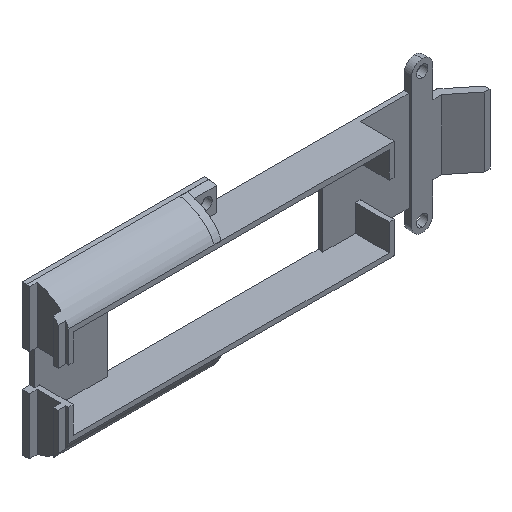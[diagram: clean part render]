
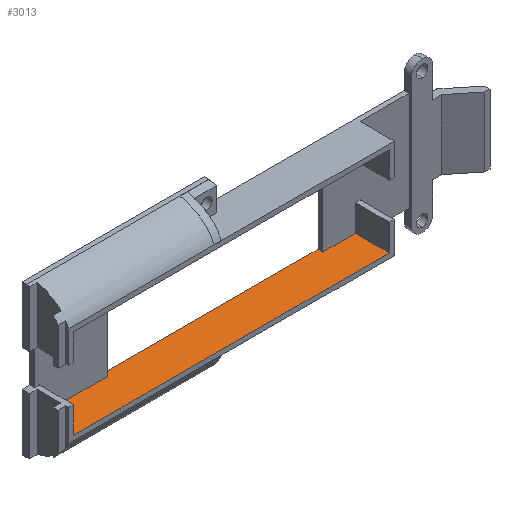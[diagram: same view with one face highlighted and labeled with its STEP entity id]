
A CAD part, isometric view. The second image highlights one B-rep face of the part: STEP entity #3013.
In plain terms, the highlighted planar face has unit normal (0, 0, 1).
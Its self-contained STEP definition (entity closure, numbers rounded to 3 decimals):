
#86 = VERTEX_POINT ( 'NONE', #564 ) ;
#146 = DIRECTION ( 'NONE',  ( 0., 1., 0. ) ) ;
#162 = CARTESIAN_POINT ( 'NONE',  ( -78.5, -8., -9.25 ) ) ;
#209 = ORIENTED_EDGE ( 'NONE', *, *, #2530, .T. ) ;
#299 = VECTOR ( 'NONE', #774, 1000. ) ;
#389 = VECTOR ( 'NONE', #2894, 1000. ) ;
#419 = EDGE_CURVE ( 'NONE', #1023, #86, #2777, .T. ) ;
#462 = VERTEX_POINT ( 'NONE', #2854 ) ;
#470 = VECTOR ( 'NONE', #2679, 1000. ) ;
#493 = CARTESIAN_POINT ( 'NONE',  ( -20., 0., -9.25 ) ) ;
#500 = CARTESIAN_POINT ( 'NONE',  ( -20., -1., -9.25 ) ) ;
#503 = LINE ( 'NONE', #539, #1020 ) ;
#539 = CARTESIAN_POINT ( 'NONE',  ( -78.5, -8., -9.25 ) ) ;
#564 = CARTESIAN_POINT ( 'NONE',  ( -78.5, -1., -9.25 ) ) ;
#569 = ORIENTED_EDGE ( 'NONE', *, *, #419, .T. ) ;
#615 = CARTESIAN_POINT ( 'NONE',  ( -13.3, -1., -9.25 ) ) ;
#639 = ORIENTED_EDGE ( 'NONE', *, *, #2366, .F. ) ;
#641 = EDGE_CURVE ( 'NONE', #462, #1023, #1930, .T. ) ;
#723 = VERTEX_POINT ( 'NONE', #493 ) ;
#768 = LINE ( 'NONE', #3319, #1975 ) ;
#774 = DIRECTION ( 'NONE',  ( -1., 0., 0. ) ) ;
#909 = ORIENTED_EDGE ( 'NONE', *, *, #2419, .F. ) ;
#948 = DIRECTION ( 'NONE',  ( 0., 0., -1. ) ) ;
#1020 = VECTOR ( 'NONE', #3088, 1000. ) ;
#1023 = VERTEX_POINT ( 'NONE', #1321 ) ;
#1184 = FACE_OUTER_BOUND ( 'NONE', #1503, .T. ) ;
#1232 = CARTESIAN_POINT ( 'NONE',  ( -13.3, -8., -9.25 ) ) ;
#1269 = CARTESIAN_POINT ( 'NONE',  ( -12.3, -8., -9.25 ) ) ;
#1311 = AXIS2_PLACEMENT_3D ( 'NONE', #2741, #948, #3218 ) ;
#1321 = CARTESIAN_POINT ( 'NONE',  ( -64.5, -1., -9.25 ) ) ;
#1351 = LINE ( 'NONE', #1370, #2322 ) ;
#1370 = CARTESIAN_POINT ( 'NONE',  ( -20., -1., -9.25 ) ) ;
#1503 = EDGE_LOOP ( 'NONE', ( #639, #3309, #209, #2140, #569, #909, #2911, #2277 ) ) ;
#1547 = CARTESIAN_POINT ( 'NONE',  ( 0., -1., -9.25 ) ) ;
#1548 = VECTOR ( 'NONE', #146, 1000. ) ;
#1549 = LINE ( 'NONE', #1269, #2083 ) ;
#1552 = EDGE_CURVE ( 'NONE', #1795, #2276, #1549, .T. ) ;
#1615 = LINE ( 'NONE', #2598, #389 ) ;
#1739 = LINE ( 'NONE', #1761, #1548 ) ;
#1761 = CARTESIAN_POINT ( 'NONE',  ( -13.3, -8., -9.25 ) ) ;
#1782 = DIRECTION ( 'NONE',  ( -1., 0., 0. ) ) ;
#1795 = VERTEX_POINT ( 'NONE', #1232 ) ;
#1930 = LINE ( 'NONE', #2957, #470 ) ;
#1975 = VECTOR ( 'NONE', #3043, 1000. ) ;
#2083 = VECTOR ( 'NONE', #1782, 1000. ) ;
#2131 = VERTEX_POINT ( 'NONE', #615 ) ;
#2140 = ORIENTED_EDGE ( 'NONE', *, *, #641, .T. ) ;
#2182 = PLANE ( 'NONE',  #1311 ) ;
#2276 = VERTEX_POINT ( 'NONE', #162 ) ;
#2277 = ORIENTED_EDGE ( 'NONE', *, *, #2328, .T. ) ;
#2322 = VECTOR ( 'NONE', #2643, 1000. ) ;
#2328 = EDGE_CURVE ( 'NONE', #1795, #2131, #1739, .T. ) ;
#2366 = EDGE_CURVE ( 'NONE', #2769, #2131, #768, .T. ) ;
#2419 = EDGE_CURVE ( 'NONE', #2276, #86, #503, .T. ) ;
#2530 = EDGE_CURVE ( 'NONE', #723, #462, #1615, .T. ) ;
#2567 = EDGE_CURVE ( 'NONE', #2769, #723, #1351, .T. ) ;
#2598 = CARTESIAN_POINT ( 'NONE',  ( -12.3, 0., -9.25 ) ) ;
#2643 = DIRECTION ( 'NONE',  ( 0., 1., 0. ) ) ;
#2679 = DIRECTION ( 'NONE',  ( 0., -1., 0. ) ) ;
#2741 = CARTESIAN_POINT ( 'NONE',  ( -12.3, -8., -9.25 ) ) ;
#2769 = VERTEX_POINT ( 'NONE', #500 ) ;
#2777 = LINE ( 'NONE', #1547, #299 ) ;
#2854 = CARTESIAN_POINT ( 'NONE',  ( -64.5, 0., -9.25 ) ) ;
#2894 = DIRECTION ( 'NONE',  ( -1., 0., 0. ) ) ;
#2911 = ORIENTED_EDGE ( 'NONE', *, *, #1552, .F. ) ;
#2957 = CARTESIAN_POINT ( 'NONE',  ( -64.5, -1., -9.25 ) ) ;
#3013 = ADVANCED_FACE ( 'NONE', ( #1184 ), #2182, .F. ) ;
#3043 = DIRECTION ( 'NONE',  ( 1., 0., 0. ) ) ;
#3088 = DIRECTION ( 'NONE',  ( 0., 1., 0. ) ) ;
#3218 = DIRECTION ( 'NONE',  ( -1., 0., 0. ) ) ;
#3309 = ORIENTED_EDGE ( 'NONE', *, *, #2567, .T. ) ;
#3319 = CARTESIAN_POINT ( 'NONE',  ( 0., -1., -9.25 ) ) ;
